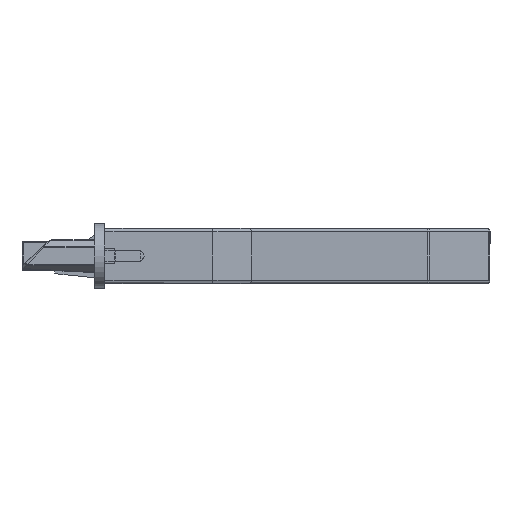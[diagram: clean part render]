
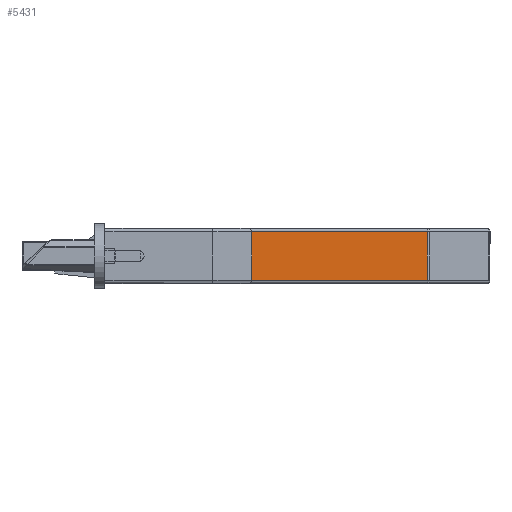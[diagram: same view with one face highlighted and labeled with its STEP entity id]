
A CAD part, front view. The second image highlights one B-rep face of the part: STEP entity #5431.
In plain terms, the highlighted face is planar.
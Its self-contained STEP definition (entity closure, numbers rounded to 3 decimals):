
#541 = PLANE ( 'NONE',  #15292 ) ;
#952 = DIRECTION ( 'NONE',  ( 0., 0., -1. ) ) ;
#1088 = EDGE_CURVE ( 'NONE', #19298, #21096, #11746, .T. ) ;
#1177 = VECTOR ( 'NONE', #5595, 1000. ) ;
#1900 = EDGE_LOOP ( 'NONE', ( #14072, #17710 ) ) ;
#2681 = EDGE_CURVE ( 'NONE', #16049, #9803, #8811, .T. ) ;
#2766 = AXIS2_PLACEMENT_3D ( 'NONE', #11918, #18429, #4839 ) ;
#2789 = DIRECTION ( 'NONE',  ( 0., 0., 1. ) ) ;
#3775 = FACE_BOUND ( 'NONE', #1900, .T. ) ;
#3993 = FACE_OUTER_BOUND ( 'NONE', #13689, .T. ) ;
#4427 = DIRECTION ( 'NONE',  ( 0., 1., 0. ) ) ;
#4839 = DIRECTION ( 'NONE',  ( 0., 0., -1. ) ) ;
#4908 = CARTESIAN_POINT ( 'NONE',  ( 14., 145.3, -1.75 ) ) ;
#5282 = LINE ( 'NONE', #20776, #21773 ) ;
#5431 = ADVANCED_FACE ( 'NONE', ( #3775, #3993 ), #541, .T. ) ;
#5478 = CARTESIAN_POINT ( 'NONE',  ( 103.586, 145.3, -1.75 ) ) ;
#5595 = DIRECTION ( 'NONE',  ( 0., 0., -1. ) ) ;
#6451 = DIRECTION ( 'NONE',  ( 0., 0., 1. ) ) ;
#7505 = EDGE_CURVE ( 'NONE', #17961, #19298, #13238, .T. ) ;
#8568 = VECTOR ( 'NONE', #2789, 1000. ) ;
#8706 = CARTESIAN_POINT ( 'NONE',  ( 103.586, 145.3, -0.75 ) ) ;
#8743 = VECTOR ( 'NONE', #20050, 1000. ) ;
#8811 = CIRCLE ( 'NONE', #19538, 1.75 ) ;
#9365 = DIRECTION ( 'NONE',  ( 0., -1., 0. ) ) ;
#9577 = CARTESIAN_POINT ( 'NONE',  ( 14., 145.3, 12.75 ) ) ;
#9592 = CARTESIAN_POINT ( 'NONE',  ( 44.75, 145.3, 6. ) ) ;
#9719 = CARTESIAN_POINT ( 'NONE',  ( 44.75, 145.3, 7.75 ) ) ;
#9803 = VERTEX_POINT ( 'NONE', #10000 ) ;
#10000 = CARTESIAN_POINT ( 'NONE',  ( 44.75, 145.3, 4.25 ) ) ;
#10525 = EDGE_CURVE ( 'NONE', #16245, #17961, #5282, .T. ) ;
#10848 = CARTESIAN_POINT ( 'NONE',  ( 14., 145.3, -1.75 ) ) ;
#11699 = EDGE_CURVE ( 'NONE', #9803, #16049, #13175, .T. ) ;
#11746 = LINE ( 'NONE', #20378, #8743 ) ;
#11918 = CARTESIAN_POINT ( 'NONE',  ( 44.75, 145.3, 6. ) ) ;
#12058 = ORIENTED_EDGE ( 'NONE', *, *, #1088, .T. ) ;
#12338 = LINE ( 'NONE', #5478, #1177 ) ;
#13175 = CIRCLE ( 'NONE', #2766, 1.75 ) ;
#13238 = LINE ( 'NONE', #4908, #8568 ) ;
#13689 = EDGE_LOOP ( 'NONE', ( #17563, #12058, #20274, #19381 ) ) ;
#14072 = ORIENTED_EDGE ( 'NONE', *, *, #11699, .T. ) ;
#15292 = AXIS2_PLACEMENT_3D ( 'NONE', #10848, #4427, #6451 ) ;
#16049 = VERTEX_POINT ( 'NONE', #9719 ) ;
#16245 = VERTEX_POINT ( 'NONE', #8706 ) ;
#16893 = CARTESIAN_POINT ( 'NONE',  ( 14., 145.3, -0.75 ) ) ;
#17563 = ORIENTED_EDGE ( 'NONE', *, *, #7505, .T. ) ;
#17676 = EDGE_CURVE ( 'NONE', #21096, #16245, #12338, .T. ) ;
#17710 = ORIENTED_EDGE ( 'NONE', *, *, #2681, .T. ) ;
#17839 = CARTESIAN_POINT ( 'NONE',  ( 103.586, 145.3, 12.75 ) ) ;
#17961 = VERTEX_POINT ( 'NONE', #16893 ) ;
#18429 = DIRECTION ( 'NONE',  ( 0., -1., 0. ) ) ;
#19085 = DIRECTION ( 'NONE',  ( -1., 0., 0. ) ) ;
#19298 = VERTEX_POINT ( 'NONE', #9577 ) ;
#19381 = ORIENTED_EDGE ( 'NONE', *, *, #10525, .T. ) ;
#19538 = AXIS2_PLACEMENT_3D ( 'NONE', #9592, #9365, #952 ) ;
#20050 = DIRECTION ( 'NONE',  ( 1., 0., 0. ) ) ;
#20274 = ORIENTED_EDGE ( 'NONE', *, *, #17676, .T. ) ;
#20378 = CARTESIAN_POINT ( 'NONE',  ( 14., 145.3, 12.75 ) ) ;
#20776 = CARTESIAN_POINT ( 'NONE',  ( 14., 145.3, -0.75 ) ) ;
#21096 = VERTEX_POINT ( 'NONE', #17839 ) ;
#21773 = VECTOR ( 'NONE', #19085, 1000. ) ;
